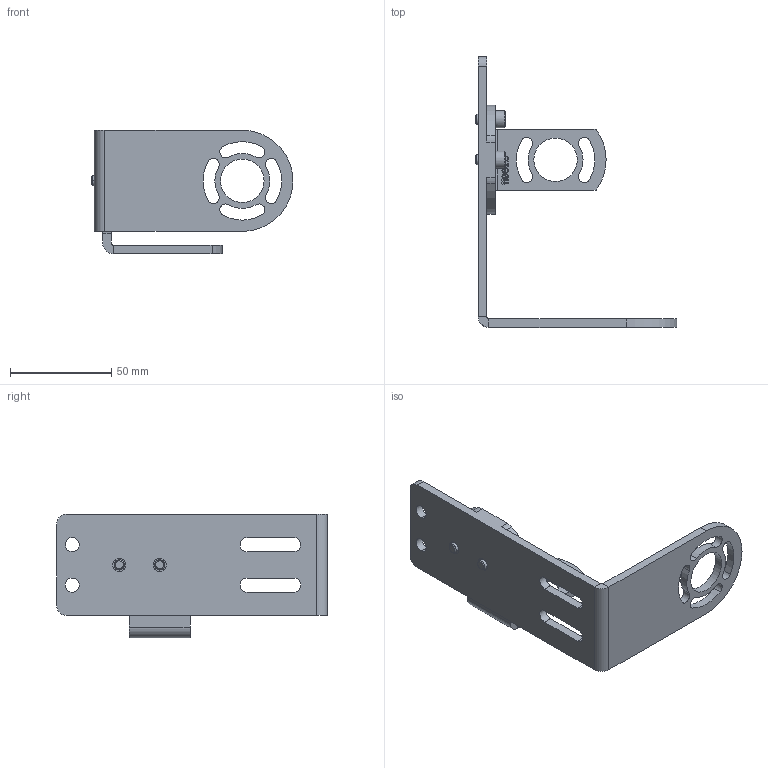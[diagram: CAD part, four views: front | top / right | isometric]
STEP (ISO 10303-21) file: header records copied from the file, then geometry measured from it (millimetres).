
FILE_DESCRIPTION((''),'2;1');
FILE_NAME('156639_SW','2011-04-06T',('banengservice'),('BANNER ENGINEERING'),'PRO/ENGINEER BY PARAMETRIC TECHNOLOGY CORPORATION, 2009141','PRO/ENGINEER BY PARAMETRIC TECHNOLOGY CORPORATION, 2009141','');
FILE_SCHEMA(('CONFIG_CONTROL_DESIGN'));
Length unit declared in the file: inch
Products named in the file (1): 156639_SW
Bounding box: 99.78 x 133.9 x 61 mm (x, y, z)
Volume: 54368.2 mm3; surface area: 29675 mm2
Topology: 1 solids, 1 shells, 544 faces, 1516 edges, 1002 vertices
Faces by surface type: plane 458, cylinder 78, cone 8
Entity records: 17302 total; most frequent: CARTESIAN_POINT 3062, ORIENTED_EDGE 3032, DIRECTION 2778, EDGE_CURVE 1516, VECTOR 1342, LINE 1342, VERTEX_POINT 1002, AXIS2_PLACEMENT_3D 718
